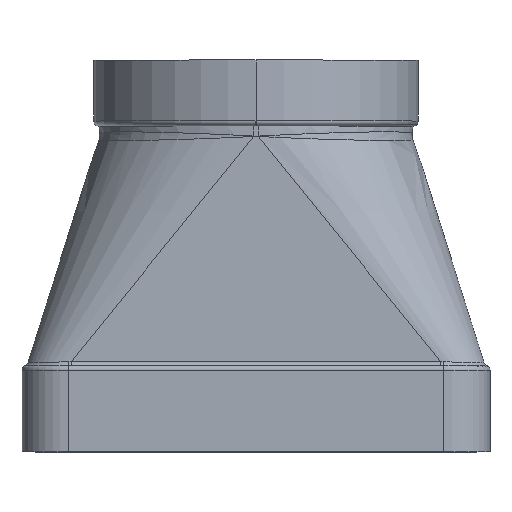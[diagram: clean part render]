
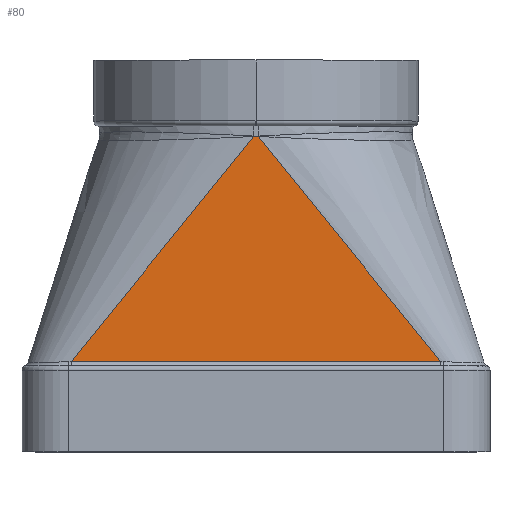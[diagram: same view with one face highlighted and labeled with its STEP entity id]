
A CAD part, top view. The second image highlights one B-rep face of the part: STEP entity #80.
In plain terms, the highlighted planar face has unit normal (0, 0.009, 1).
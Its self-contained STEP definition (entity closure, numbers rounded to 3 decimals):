
#80=ADVANCED_FACE('',(#244),#245,.T.);
#244=FACE_OUTER_BOUND('',#1999,.T.);
#245=PLANE('',#2000);
#1999=EDGE_LOOP('',(#7394,#7395,#7396,#7397,#7398,#7399));
#2000=AXIS2_PLACEMENT_3D('',#7400,#7401,#7402);
#7394=ORIENTED_EDGE('',*,*,#8188,.T.);
#7395=ORIENTED_EDGE('',*,*,#8189,.F.);
#7396=ORIENTED_EDGE('',*,*,#8190,.F.);
#7397=ORIENTED_EDGE('',*,*,#8191,.T.);
#7398=ORIENTED_EDGE('',*,*,#8135,.F.);
#7399=ORIENTED_EDGE('',*,*,#8187,.F.);
#7400=CARTESIAN_POINT('',(0.,55.5,43.996));
#7401=DIRECTION('',(-0.0,0.009,1.));
#7402=DIRECTION('',(1.0,0.0,0.0));
#8135=EDGE_CURVE('',#8485,#8487,#8488,.T.);
#8187=EDGE_CURVE('',#8569,#8485,#8571,.T.);
#8188=EDGE_CURVE('',#8569,#8572,#8573,.T.);
#8189=EDGE_CURVE('',#8574,#8572,#8575,.T.);
#8190=EDGE_CURVE('',#8576,#8574,#8577,.T.);
#8191=EDGE_CURVE('',#8576,#8487,#8578,.T.);
#8485=VERTEX_POINT('',#9329);
#8487=VERTEX_POINT('',#9336);
#8488=LINE('',#9337,#9338);
#8569=VERTEX_POINT('',#10265);
#8571=LINE('',#10286,#10287);
#8572=VERTEX_POINT('',#10288);
#8573=LINE('',#10289,#10290);
#8574=VERTEX_POINT('',#10291);
#8575=B_SPLINE_CURVE_WITH_KNOTS('',3,(#10292,#10293,#10294,#10295,#10296,#10297),.UNSPECIFIED.,.F.,.F.,(4,1,1,4),(0.0,0.021,0.043,0.064),.UNSPECIFIED.);
#8576=VERTEX_POINT('',#10298);
#8577=LINE('',#10299,#10300);
#8578=B_SPLINE_CURVE_WITH_KNOTS('',3,(#10301,#10302,#10303,#10304,#10305,#10306),.UNSPECIFIED.,.F.,.F.,(4,1,1,4),(0.0,0.021,0.043,0.064),.UNSPECIFIED.);
#9329=CARTESIAN_POINT('',(-89.528,1.816,44.484));
#9336=CARTESIAN_POINT('',(-1.131,110.901,43.494));
#9337=CARTESIAN_POINT('',(-89.528,1.816,44.484));
#9338=VECTOR('',#12438,140.408);
#10265=CARTESIAN_POINT('',(89.528,1.816,44.484));
#10286=CARTESIAN_POINT('',(89.528,1.816,44.484));
#10287=VECTOR('',#12493,179.057);
#10288=CARTESIAN_POINT('',(1.131,110.901,43.494));
#10289=CARTESIAN_POINT('',(89.528,1.816,44.484));
#10290=VECTOR('',#12494,140.408);
#10291=CARTESIAN_POINT('',(1.097,110.955,43.493));
#10292=CARTESIAN_POINT('',(1.097,110.955,43.493));
#10293=CARTESIAN_POINT('',(1.1,110.948,43.493));
#10294=CARTESIAN_POINT('',(1.106,110.936,43.493));
#10295=CARTESIAN_POINT('',(1.118,110.917,43.493));
#10296=CARTESIAN_POINT('',(1.126,110.906,43.494));
#10297=CARTESIAN_POINT('',(1.131,110.901,43.494));
#10298=CARTESIAN_POINT('',(-1.097,110.955,43.493));
#10299=CARTESIAN_POINT('',(-1.097,110.955,43.493));
#10300=VECTOR('',#12495,2.195);
#10301=CARTESIAN_POINT('',(-1.097,110.955,43.493));
#10302=CARTESIAN_POINT('',(-1.1,110.948,43.493));
#10303=CARTESIAN_POINT('',(-1.106,110.936,43.493));
#10304=CARTESIAN_POINT('',(-1.118,110.917,43.493));
#10305=CARTESIAN_POINT('',(-1.126,110.906,43.494));
#10306=CARTESIAN_POINT('',(-1.131,110.901,43.494));
#12438=DIRECTION('',(0.63,0.777,-0.007));
#12493=DIRECTION('',(-1.0,0.,0.));
#12494=DIRECTION('',(-0.63,0.777,-0.007));
#12495=DIRECTION('',(1.,0.,0.));
